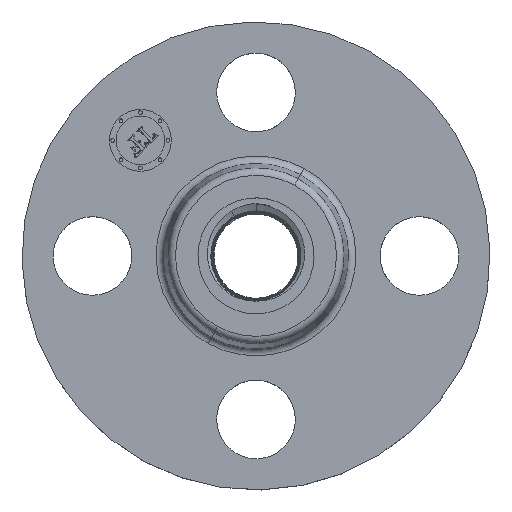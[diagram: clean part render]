
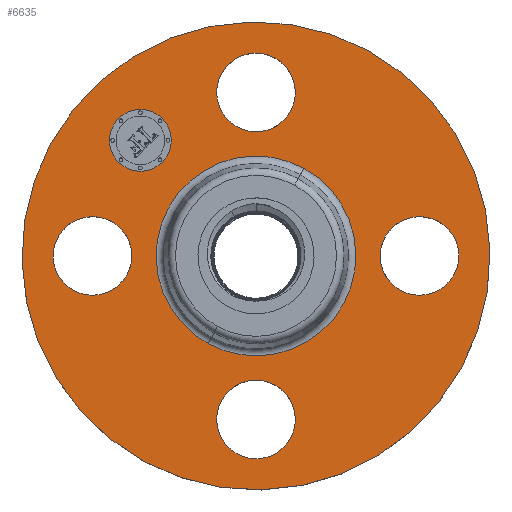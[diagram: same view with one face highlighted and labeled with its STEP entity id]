
A CAD part, top view. The second image highlights one B-rep face of the part: STEP entity #6635.
In plain terms, the highlighted planar face has unit normal (0, 0, 1).
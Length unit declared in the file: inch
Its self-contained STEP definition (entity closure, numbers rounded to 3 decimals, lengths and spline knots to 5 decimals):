
#482=AXIS2_PLACEMENT_3D('Circle Axis2P3D',#480,#481,$) ;
#503=AXIS2_PLACEMENT_3D('Circle Axis2P3D',#501,#502,$) ;
#562=AXIS2_PLACEMENT_3D('Circle Axis2P3D',#560,#561,$) ;
#583=AXIS2_PLACEMENT_3D('Circle Axis2P3D',#581,#582,$) ;
#642=AXIS2_PLACEMENT_3D('Circle Axis2P3D',#640,#641,$) ;
#663=AXIS2_PLACEMENT_3D('Circle Axis2P3D',#661,#662,$) ;
#936=AXIS2_PLACEMENT_3D('Circle Axis2P3D',#934,#935,$) ;
#962=AXIS2_PLACEMENT_3D('Circle Axis2P3D',#960,#961,$) ;
#986=AXIS2_PLACEMENT_3D('Circle Axis2P3D',#984,#985,$) ;
#1005=AXIS2_PLACEMENT_3D('Circle Axis2P3D',#1003,#1004,$) ;
#1048=AXIS2_PLACEMENT_3D('Circle Axis2P3D',#1046,#1047,$) ;
#1064=AXIS2_PLACEMENT_3D('Circle Axis2P3D',#1062,#1063,$) ;
#6591=AXIS2_PLACEMENT_3D('Plane Axis2P3D',#6588,#6589,#6590) ;
#6619=AXIS2_PLACEMENT_3D('Circle Axis2P3D',#6617,#6618,$) ;
#6628=AXIS2_PLACEMENT_3D('Circle Axis2P3D',#6626,#6627,$) ;
#444=CARTESIAN_POINT('Vertex',(-1.15898,0.27644,0.5)) ;
#477=CARTESIAN_POINT('Vertex',(-1.46102,-0.27644,0.5)) ;
#480=CARTESIAN_POINT('Axis2P3D Location',(-1.31,0.,0.5)) ;
#501=CARTESIAN_POINT('Axis2P3D Location',(-1.31,0.,0.5)) ;
#524=CARTESIAN_POINT('Vertex',(-0.27644,-1.15898,0.5)) ;
#557=CARTESIAN_POINT('Vertex',(0.27644,-1.46102,0.5)) ;
#560=CARTESIAN_POINT('Axis2P3D Location',(0.,-1.31,0.5)) ;
#581=CARTESIAN_POINT('Axis2P3D Location',(0.,-1.31,0.5)) ;
#604=CARTESIAN_POINT('Vertex',(1.15898,-0.27644,0.5)) ;
#637=CARTESIAN_POINT('Vertex',(1.46102,0.27644,0.5)) ;
#640=CARTESIAN_POINT('Axis2P3D Location',(1.31,0.,0.5)) ;
#661=CARTESIAN_POINT('Axis2P3D Location',(1.31,0.,0.5)) ;
#934=CARTESIAN_POINT('Axis2P3D Location',(0.,0.,0.5)) ;
#938=CARTESIAN_POINT('Vertex',(-0.38371,-0.70237,0.5)) ;
#940=CARTESIAN_POINT('Vertex',(0.38371,0.70237,0.5)) ;
#960=CARTESIAN_POINT('Axis2P3D Location',(0.,0.,0.5)) ;
#981=CARTESIAN_POINT('Vertex',(0.89892,1.64547,0.5)) ;
#984=CARTESIAN_POINT('Axis2P3D Location',(0.,0.,0.5)) ;
#988=CARTESIAN_POINT('Vertex',(-0.89892,-1.64547,0.5)) ;
#1003=CARTESIAN_POINT('Axis2P3D Location',(0.,0.,0.5)) ;
#1036=CARTESIAN_POINT('Vertex',(0.27644,1.15898,0.5)) ;
#1043=CARTESIAN_POINT('Vertex',(-0.27644,1.46102,0.5)) ;
#1046=CARTESIAN_POINT('Axis2P3D Location',(0.,1.31,0.5)) ;
#1062=CARTESIAN_POINT('Axis2P3D Location',(0.,1.31,0.5)) ;
#6588=CARTESIAN_POINT('Axis2P3D Location',(0.,1.875,0.5)) ;
#6617=CARTESIAN_POINT('Axis2P3D Location',(-0.92631,0.92631,0.5)) ;
#6621=CARTESIAN_POINT('Vertex',(-1.10132,0.7513,0.5)) ;
#6623=CARTESIAN_POINT('Vertex',(-0.7513,1.10132,0.5)) ;
#6626=CARTESIAN_POINT('Axis2P3D Location',(-0.92631,0.92631,0.5)) ;
#481=DIRECTION('Axis2P3D Direction',(0.,0.,-0.039)) ;
#502=DIRECTION('Axis2P3D Direction',(0.,0.,-0.039)) ;
#561=DIRECTION('Axis2P3D Direction',(-0.,0.,-0.039)) ;
#582=DIRECTION('Axis2P3D Direction',(-0.,0.,-0.039)) ;
#641=DIRECTION('Axis2P3D Direction',(0.,-0.,-0.039)) ;
#662=DIRECTION('Axis2P3D Direction',(0.,-0.,-0.039)) ;
#935=DIRECTION('Axis2P3D Direction',(0.,0.,-0.039)) ;
#961=DIRECTION('Axis2P3D Direction',(0.,0.,-0.039)) ;
#985=DIRECTION('Axis2P3D Direction',(0.,0.,-0.039)) ;
#1004=DIRECTION('Axis2P3D Direction',(0.,0.,-0.039)) ;
#1047=DIRECTION('Axis2P3D Direction',(0.,-0.,-0.039)) ;
#1063=DIRECTION('Axis2P3D Direction',(0.,-0.,-0.039)) ;
#6589=DIRECTION('Axis2P3D Direction',(0.,0.,-0.039)) ;
#6590=DIRECTION('Axis2P3D XDirection',(0.039,0.,0.)) ;
#6618=DIRECTION('Axis2P3D Direction',(0.,0.,-0.039)) ;
#6627=DIRECTION('Axis2P3D Direction',(0.,0.,-0.039)) ;
#6594=ORIENTED_EDGE('',*,*,#990,.F.) ;
#6595=ORIENTED_EDGE('',*,*,#1007,.F.) ;
#6598=ORIENTED_EDGE('',*,*,#1066,.T.) ;
#6599=ORIENTED_EDGE('',*,*,#1050,.T.) ;
#6602=ORIENTED_EDGE('',*,*,#942,.T.) ;
#6603=ORIENTED_EDGE('',*,*,#964,.T.) ;
#6606=ORIENTED_EDGE('',*,*,#644,.T.) ;
#6607=ORIENTED_EDGE('',*,*,#665,.T.) ;
#6610=ORIENTED_EDGE('',*,*,#564,.T.) ;
#6611=ORIENTED_EDGE('',*,*,#585,.T.) ;
#6614=ORIENTED_EDGE('',*,*,#484,.T.) ;
#6615=ORIENTED_EDGE('',*,*,#505,.T.) ;
#6632=ORIENTED_EDGE('',*,*,#6625,.T.) ;
#6633=ORIENTED_EDGE('',*,*,#6630,.T.) ;
#6600=FACE_BOUND('',#6597,.T.) ;
#6604=FACE_BOUND('',#6601,.T.) ;
#6608=FACE_BOUND('',#6605,.T.) ;
#6612=FACE_BOUND('',#6609,.T.) ;
#6616=FACE_BOUND('',#6613,.T.) ;
#6634=FACE_BOUND('',#6631,.T.) ;
#6635=ADVANCED_FACE('PartBody',(#6596,#6600,#6604,#6608,#6612,#6616,#6634),#6592,.F.) ;
#483=CIRCLE('generated circle',#482,0.315) ;
#504=CIRCLE('generated circle',#503,0.315) ;
#563=CIRCLE('generated circle',#562,0.315) ;
#584=CIRCLE('generated circle',#583,0.315) ;
#643=CIRCLE('generated circle',#642,0.315) ;
#664=CIRCLE('generated circle',#663,0.315) ;
#937=CIRCLE('generated circle',#936,0.80035) ;
#963=CIRCLE('generated circle',#962,0.80035) ;
#987=CIRCLE('generated circle',#986,1.875) ;
#1006=CIRCLE('generated circle',#1005,1.875) ;
#1049=CIRCLE('generated circle',#1048,0.315) ;
#1065=CIRCLE('generated circle',#1064,0.315) ;
#6620=CIRCLE('generated circle',#6619,0.2475) ;
#6629=CIRCLE('generated circle',#6628,0.2475) ;
#484=EDGE_CURVE('',#445,#478,#483,.T.) ;
#505=EDGE_CURVE('',#478,#445,#504,.T.) ;
#564=EDGE_CURVE('',#525,#558,#563,.T.) ;
#585=EDGE_CURVE('',#558,#525,#584,.T.) ;
#644=EDGE_CURVE('',#605,#638,#643,.T.) ;
#665=EDGE_CURVE('',#638,#605,#664,.T.) ;
#942=EDGE_CURVE('',#939,#941,#937,.T.) ;
#964=EDGE_CURVE('',#941,#939,#963,.T.) ;
#990=EDGE_CURVE('',#982,#989,#987,.T.) ;
#1007=EDGE_CURVE('',#989,#982,#1006,.T.) ;
#1050=EDGE_CURVE('',#1037,#1044,#1049,.T.) ;
#1066=EDGE_CURVE('',#1044,#1037,#1065,.T.) ;
#6625=EDGE_CURVE('',#6622,#6624,#6620,.T.) ;
#6630=EDGE_CURVE('',#6624,#6622,#6629,.T.) ;
#6593=EDGE_LOOP('',(#6594,#6595)) ;
#6597=EDGE_LOOP('',(#6598,#6599)) ;
#6601=EDGE_LOOP('',(#6602,#6603)) ;
#6605=EDGE_LOOP('',(#6606,#6607)) ;
#6609=EDGE_LOOP('',(#6610,#6611)) ;
#6613=EDGE_LOOP('',(#6614,#6615)) ;
#6631=EDGE_LOOP('',(#6632,#6633)) ;
#6596=FACE_OUTER_BOUND('',#6593,.T.) ;
#6592=PLANE('',#6591) ;
#445=VERTEX_POINT('',#444) ;
#478=VERTEX_POINT('',#477) ;
#525=VERTEX_POINT('',#524) ;
#558=VERTEX_POINT('',#557) ;
#605=VERTEX_POINT('',#604) ;
#638=VERTEX_POINT('',#637) ;
#939=VERTEX_POINT('',#938) ;
#941=VERTEX_POINT('',#940) ;
#982=VERTEX_POINT('',#981) ;
#989=VERTEX_POINT('',#988) ;
#1037=VERTEX_POINT('',#1036) ;
#1044=VERTEX_POINT('',#1043) ;
#6622=VERTEX_POINT('',#6621) ;
#6624=VERTEX_POINT('',#6623) ;
